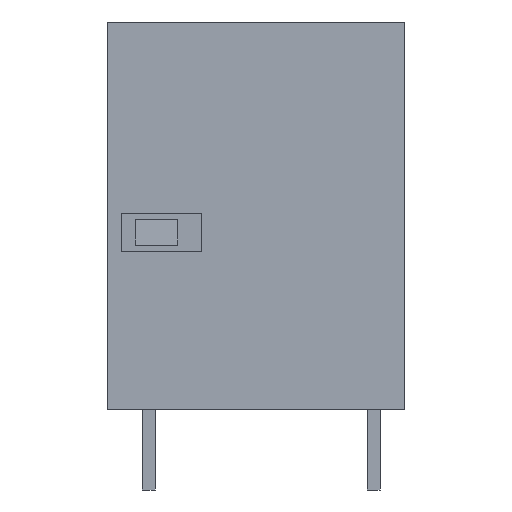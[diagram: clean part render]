
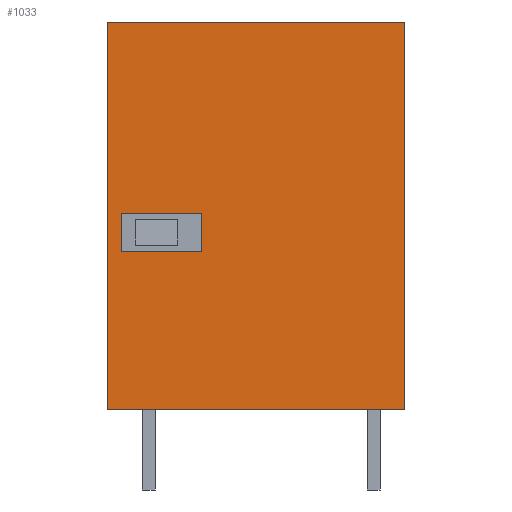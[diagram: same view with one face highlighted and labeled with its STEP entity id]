
A CAD part, left-side view. The second image highlights one B-rep face of the part: STEP entity #1033.
In plain terms, the highlighted planar face has unit normal (-1, 0, 0).
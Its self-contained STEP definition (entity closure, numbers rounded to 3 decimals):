
#979=AXIS2_PLACEMENT_3D('Plane Axis2P3D',#976,#977,#978) ;
#49=CARTESIAN_POINT('Vertex',(0.,0.,5.)) ;
#52=CARTESIAN_POINT('Line Origine',(0.,9.25,5.)) ;
#56=CARTESIAN_POINT('Vertex',(0.,18.5,5.)) ;
#148=CARTESIAN_POINT('Line Origine',(0.,0.,17.075)) ;
#152=CARTESIAN_POINT('Vertex',(0.,0.,29.15)) ;
#976=CARTESIAN_POINT('Axis2P3D Location',(0.,18.5,0.)) ;
#981=CARTESIAN_POINT('Line Origine',(0.,9.25,29.15)) ;
#985=CARTESIAN_POINT('Vertex',(0.,18.5,29.15)) ;
#988=CARTESIAN_POINT('Line Origine',(0.,18.5,17.075)) ;
#999=CARTESIAN_POINT('Line Origine',(0.,15.151,17.25)) ;
#1003=CARTESIAN_POINT('Vertex',(0.,12.651,17.25)) ;
#1005=CARTESIAN_POINT('Vertex',(0.,17.65,17.25)) ;
#1008=CARTESIAN_POINT('Line Origine',(0.,12.651,16.05)) ;
#1012=CARTESIAN_POINT('Vertex',(0.,12.651,14.85)) ;
#1015=CARTESIAN_POINT('Line Origine',(0.,15.151,14.85)) ;
#1019=CARTESIAN_POINT('Vertex',(0.,17.65,14.85)) ;
#1022=CARTESIAN_POINT('Line Origine',(0.,17.65,16.05)) ;
#53=DIRECTION('Vector Direction',(0.,-1.,0.)) ;
#149=DIRECTION('Vector Direction',(0.,0.,-1.)) ;
#977=DIRECTION('Axis2P3D Direction',(-1.,0.,0.)) ;
#978=DIRECTION('Axis2P3D XDirection',(0.,-1.,0.)) ;
#982=DIRECTION('Vector Direction',(0.,1.,0.)) ;
#989=DIRECTION('Vector Direction',(0.,0.,-1.)) ;
#1000=DIRECTION('Vector Direction',(0.,1.,0.)) ;
#1009=DIRECTION('Vector Direction',(0.,0.,1.)) ;
#1016=DIRECTION('Vector Direction',(0.,-1.,0.)) ;
#1023=DIRECTION('Vector Direction',(0.,0.,-1.)) ;
#54=VECTOR('Line Direction',#53,1.) ;
#150=VECTOR('Line Direction',#149,1.) ;
#983=VECTOR('Line Direction',#982,1.) ;
#990=VECTOR('Line Direction',#989,1.) ;
#1001=VECTOR('Line Direction',#1000,1.) ;
#1010=VECTOR('Line Direction',#1009,1.) ;
#1017=VECTOR('Line Direction',#1016,1.) ;
#1024=VECTOR('Line Direction',#1023,1.) ;
#994=ORIENTED_EDGE('',*,*,#987,.T.) ;
#995=ORIENTED_EDGE('',*,*,#992,.T.) ;
#996=ORIENTED_EDGE('',*,*,#58,.T.) ;
#997=ORIENTED_EDGE('',*,*,#154,.T.) ;
#1028=ORIENTED_EDGE('',*,*,#1007,.F.) ;
#1029=ORIENTED_EDGE('',*,*,#1014,.F.) ;
#1030=ORIENTED_EDGE('',*,*,#1021,.F.) ;
#1031=ORIENTED_EDGE('',*,*,#1026,.F.) ;
#1032=FACE_BOUND('',#1027,.T.) ;
#1033=ADVANCED_FACE('HOUSING',(#998,#1032),#980,.T.) ;
#58=EDGE_CURVE('',#57,#50,#55,.T.) ;
#154=EDGE_CURVE('',#50,#153,#151,.F.) ;
#987=EDGE_CURVE('',#153,#986,#984,.T.) ;
#992=EDGE_CURVE('',#986,#57,#991,.T.) ;
#1007=EDGE_CURVE('',#1004,#1006,#1002,.T.) ;
#1014=EDGE_CURVE('',#1013,#1004,#1011,.T.) ;
#1021=EDGE_CURVE('',#1020,#1013,#1018,.T.) ;
#1026=EDGE_CURVE('',#1006,#1020,#1025,.T.) ;
#993=EDGE_LOOP('',(#994,#995,#996,#997)) ;
#1027=EDGE_LOOP('',(#1028,#1029,#1030,#1031)) ;
#998=FACE_OUTER_BOUND('',#993,.T.) ;
#55=LINE('Line',#52,#54) ;
#151=LINE('Line',#148,#150) ;
#984=LINE('Line',#981,#983) ;
#991=LINE('Line',#988,#990) ;
#1002=LINE('Line',#999,#1001) ;
#1011=LINE('Line',#1008,#1010) ;
#1018=LINE('Line',#1015,#1017) ;
#1025=LINE('Line',#1022,#1024) ;
#980=PLANE('',#979) ;
#50=VERTEX_POINT('',#49) ;
#57=VERTEX_POINT('',#56) ;
#153=VERTEX_POINT('',#152) ;
#986=VERTEX_POINT('',#985) ;
#1004=VERTEX_POINT('',#1003) ;
#1006=VERTEX_POINT('',#1005) ;
#1013=VERTEX_POINT('',#1012) ;
#1020=VERTEX_POINT('',#1019) ;
